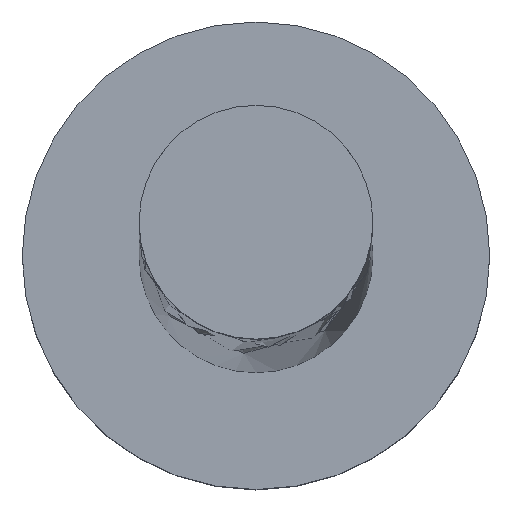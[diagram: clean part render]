
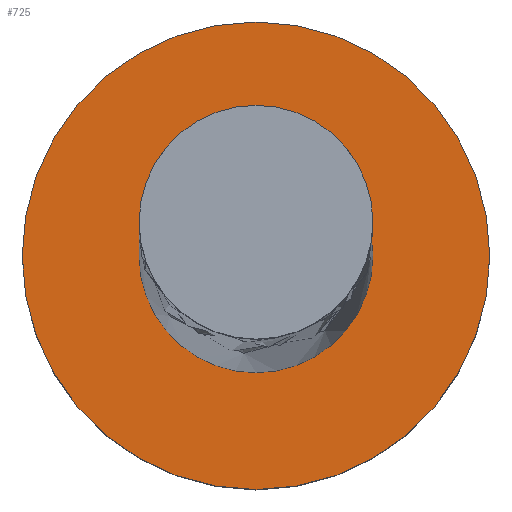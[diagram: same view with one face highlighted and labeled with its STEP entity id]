
A CAD part, top view. The second image highlights one B-rep face of the part: STEP entity #725.
In plain terms, the highlighted planar face has unit normal (0, 0, 1).
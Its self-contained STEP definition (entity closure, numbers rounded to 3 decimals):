
#58 = AXIS2_PLACEMENT_3D ( 'NONE', #1412, #300, #856 ) ;
#216 = CIRCLE ( 'NONE', #505, 1.5 ) ;
#287 = VERTEX_POINT ( 'NONE', #1420 ) ;
#300 = DIRECTION ( 'NONE',  ( 0., 0., 1. ) ) ;
#312 = ORIENTED_EDGE ( 'NONE', *, *, #876, .T. ) ;
#365 = CIRCLE ( 'NONE', #1141, 0.75 ) ;
#379 = ORIENTED_EDGE ( 'NONE', *, *, #935, .F. ) ;
#380 = CARTESIAN_POINT ( 'NONE',  ( 0., 0., 1.5 ) ) ;
#423 = DIRECTION ( 'NONE',  ( 0., 0., 1. ) ) ;
#442 = VERTEX_POINT ( 'NONE', #657 ) ;
#458 = CIRCLE ( 'NONE', #1208, 1.5 ) ;
#485 = ORIENTED_EDGE ( 'NONE', *, *, #1388, .F. ) ;
#505 = AXIS2_PLACEMENT_3D ( 'NONE', #543, #530, #651 ) ;
#530 = DIRECTION ( 'NONE',  ( 0., 0., 1. ) ) ;
#543 = CARTESIAN_POINT ( 'NONE',  ( 0., 0., 1.5 ) ) ;
#598 = AXIS2_PLACEMENT_3D ( 'NONE', #899, #423, #780 ) ;
#601 = FACE_BOUND ( 'NONE', #1402, .T. ) ;
#651 = DIRECTION ( 'NONE',  ( 1., 0., 0. ) ) ;
#657 = CARTESIAN_POINT ( 'NONE',  ( -1.5, 0., 1.5 ) ) ;
#725 = ADVANCED_FACE ( 'NONE', ( #601, #941 ), #1023, .T. ) ;
#746 = VERTEX_POINT ( 'NONE', #872 ) ;
#780 = DIRECTION ( 'NONE',  ( 1., 0., 0. ) ) ;
#823 = VERTEX_POINT ( 'NONE', #947 ) ;
#856 = DIRECTION ( 'NONE',  ( 1., 0., 0. ) ) ;
#872 = CARTESIAN_POINT ( 'NONE',  ( 1.5, 0., 1.5 ) ) ;
#876 = EDGE_CURVE ( 'NONE', #442, #746, #216, .T. ) ;
#883 = DIRECTION ( 'NONE',  ( 0., 0., 1. ) ) ;
#886 = CIRCLE ( 'NONE', #598, 0.75 ) ;
#895 = EDGE_CURVE ( 'NONE', #746, #442, #458, .T. ) ;
#899 = CARTESIAN_POINT ( 'NONE',  ( 0., 0., 1.5 ) ) ;
#920 = ORIENTED_EDGE ( 'NONE', *, *, #895, .T. ) ;
#935 = EDGE_CURVE ( 'NONE', #287, #823, #365, .T. ) ;
#941 = FACE_OUTER_BOUND ( 'NONE', #962, .T. ) ;
#947 = CARTESIAN_POINT ( 'NONE',  ( -0.75, 0., 1.5 ) ) ;
#962 = EDGE_LOOP ( 'NONE', ( #312, #920 ) ) ;
#1023 = PLANE ( 'NONE',  #58 ) ;
#1141 = AXIS2_PLACEMENT_3D ( 'NONE', #1215, #883, #1421 ) ;
#1174 = DIRECTION ( 'NONE',  ( 0., 0., 1. ) ) ;
#1208 = AXIS2_PLACEMENT_3D ( 'NONE', #380, #1174, #1312 ) ;
#1215 = CARTESIAN_POINT ( 'NONE',  ( 0., 0., 1.5 ) ) ;
#1312 = DIRECTION ( 'NONE',  ( 1., 0., 0. ) ) ;
#1388 = EDGE_CURVE ( 'NONE', #823, #287, #886, .T. ) ;
#1402 = EDGE_LOOP ( 'NONE', ( #485, #379 ) ) ;
#1412 = CARTESIAN_POINT ( 'NONE',  ( 0., 0., 1.5 ) ) ;
#1420 = CARTESIAN_POINT ( 'NONE',  ( 0.75, 0., 1.5 ) ) ;
#1421 = DIRECTION ( 'NONE',  ( 1., 0., 0. ) ) ;
